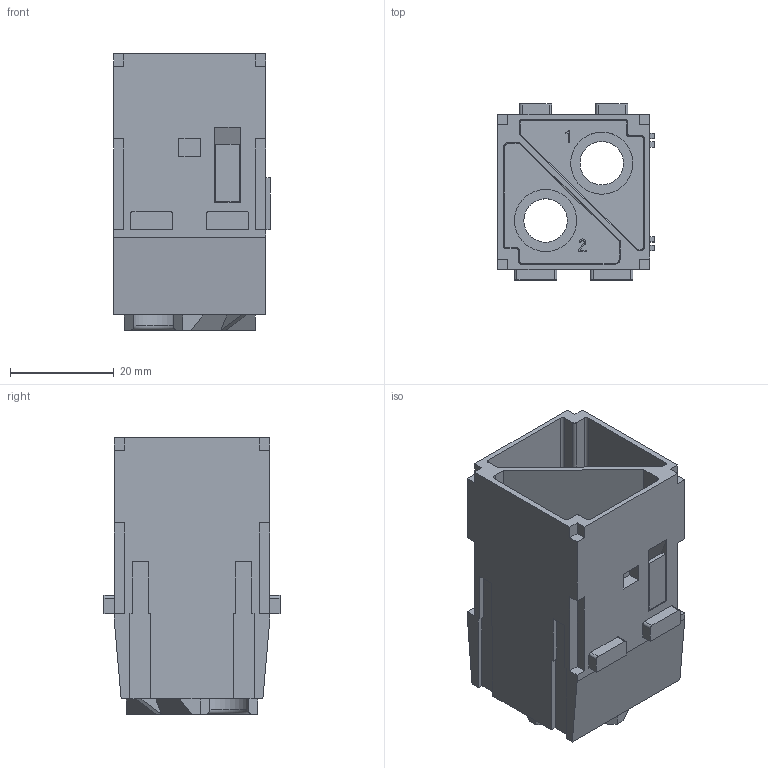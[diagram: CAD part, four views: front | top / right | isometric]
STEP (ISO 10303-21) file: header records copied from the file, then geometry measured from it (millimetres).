
FILE_DESCRIPTION(('Creo Elements/Direct Modeling STEP Export'),'2;1');
FILE_NAME('CX 02 GM.stp','2011-09-27T14:44:52',(''),(''),'Creo Elements/Direct Modeling STEP processor for AP214 (Solid Model)','Creo Elements/Direct Modeling 17.0C 05-Feb-2011 (C) Parametric Technology GmbH','');
FILE_SCHEMA(('AUTOMOTIVE_DESIGN { 1 0 10303 214 1 1 1 1 }'));
Length unit declared in the file: millimetre
Products named in the file (2): CX_02_GM
Assembly tree (1 placements, depth 2):
  CX_02_GM
    CX_02_GM
Bounding box: 30.3 x 34 x 53.5 mm (x, y, z)
Volume: 24152.5 mm3; surface area: 15062.1 mm2
Topology: 1 solids, 1 shells, 436 faces, 1177 edges, 774 vertices
Faces by surface type: plane 356, cylinder 59, torus 12, extrusion 9
Entity records: 15879 total; most frequent: CARTESIAN_POINT 2901, ORIENTED_EDGE 2354, DIRECTION 2093, EDGE_CURVE 1177, VECTOR 1031, LINE 1022, VERTEX_POINT 774, AXIS2_PLACEMENT_3D 531
